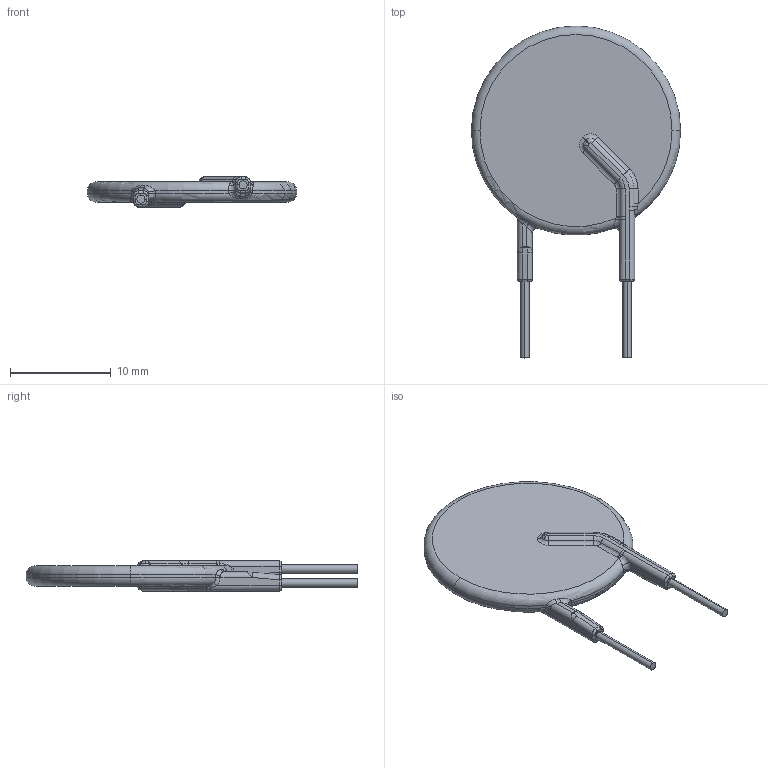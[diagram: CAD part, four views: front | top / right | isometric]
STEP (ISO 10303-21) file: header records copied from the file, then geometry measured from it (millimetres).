
FILE_DESCRIPTION (( 'STEP AP214' ), '1' );
FILE_NAME ('RXEF250.STEP', '2021-06-04T03:39:10', ( '' ), ( '' ), 'SwSTEP 2.0', 'SolidWorks 2017', '' );
FILE_SCHEMA (( 'AUTOMOTIVE_DESIGN' ));
Length unit declared in the file: millimetre
Products named in the file (1): RXEF250
Bounding box: 20.8 x 33 x 3 mm (x, y, z)
Volume: 710.3 mm3; surface area: 877.4 mm2
Topology: 3 solids, 3 shells, 135 faces, 310 edges, 181 vertices
Faces by surface type: cylinder 50, bspline 36, torus 31, plane 18
Entity records: 4354 total; most frequent: CARTESIAN_POINT 1435, ORIENTED_EDGE 620, DIRECTION 604, EDGE_CURVE 310, AXIS2_PLACEMENT_3D 262, VERTEX_POINT 181, CIRCLE 162, EDGE_LOOP 135
